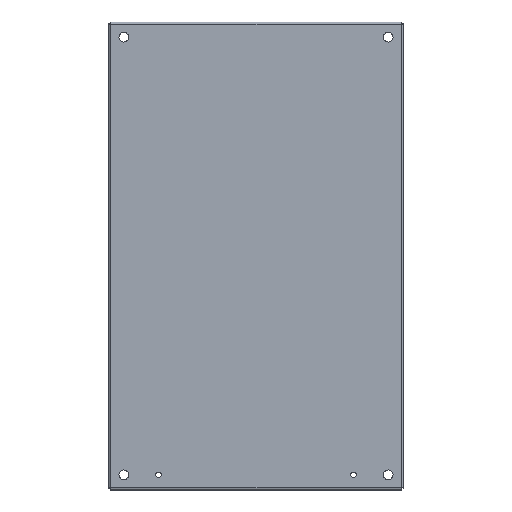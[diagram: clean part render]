
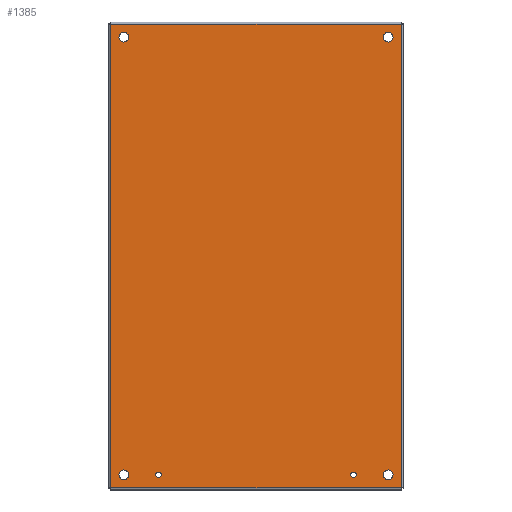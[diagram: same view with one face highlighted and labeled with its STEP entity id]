
A CAD part, top view. The second image highlights one B-rep face of the part: STEP entity #1385.
In plain terms, the highlighted planar face has unit normal (0, 0, 1).
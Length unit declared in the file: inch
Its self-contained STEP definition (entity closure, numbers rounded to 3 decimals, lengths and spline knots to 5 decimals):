
#79=CARTESIAN_POINT('',(14.281,0.875,0.0937));
#80=VERTEX_POINT('',#79);
#81=CARTESIAN_POINT('',(14.125,0.875,0.0937));
#82=DIRECTION('',(0.0,0.0,-1.0));
#83=DIRECTION('',(1.0,0.0,0.0));
#84=AXIS2_PLACEMENT_3D('',#81,#82,#83);
#85=CIRCLE('',#84,0.156);
#86=EDGE_CURVE('',#80,#80,#85,.T.);
#107=CARTESIAN_POINT('',(3.031,0.875,0.0937));
#108=VERTEX_POINT('',#107);
#109=CARTESIAN_POINT('',(2.875,0.875,0.0937));
#110=DIRECTION('',(0.0,0.0,-1.0));
#111=DIRECTION('',(1.0,0.0,0.0));
#112=AXIS2_PLACEMENT_3D('',#109,#110,#111);
#113=CIRCLE('',#112,0.156);
#114=EDGE_CURVE('',#108,#108,#113,.T.);
#135=CARTESIAN_POINT('',(16.4065,0.875,0.0937));
#136=VERTEX_POINT('',#135);
#137=CARTESIAN_POINT('',(16.125,0.875,0.0937));
#138=DIRECTION('',(0.0,0.0,-1.0));
#139=DIRECTION('',(1.0,0.0,0.0));
#140=AXIS2_PLACEMENT_3D('',#137,#138,#139);
#141=CIRCLE('',#140,0.2815);
#142=EDGE_CURVE('',#136,#136,#141,.T.);
#163=CARTESIAN_POINT('',(16.4065,26.125,0.0937));
#164=VERTEX_POINT('',#163);
#165=CARTESIAN_POINT('',(16.125,26.125,0.0937));
#166=DIRECTION('',(0.0,0.0,-1.0));
#167=DIRECTION('',(1.0,0.0,0.0));
#168=AXIS2_PLACEMENT_3D('',#165,#166,#167);
#169=CIRCLE('',#168,0.2815);
#170=EDGE_CURVE('',#164,#164,#169,.T.);
#191=CARTESIAN_POINT('',(1.1565,26.125,0.0937));
#192=VERTEX_POINT('',#191);
#193=CARTESIAN_POINT('',(0.875,26.125,0.0937));
#194=DIRECTION('',(0.0,0.0,-1.0));
#195=DIRECTION('',(1.0,0.0,0.0));
#196=AXIS2_PLACEMENT_3D('',#193,#194,#195);
#197=CIRCLE('',#196,0.2815);
#198=EDGE_CURVE('',#192,#192,#197,.T.);
#219=CARTESIAN_POINT('',(1.1565,0.875,0.0937));
#220=VERTEX_POINT('',#219);
#221=CARTESIAN_POINT('',(0.875,0.875,0.0937));
#222=DIRECTION('',(0.0,0.0,-1.0));
#223=DIRECTION('',(1.0,0.0,0.0));
#224=AXIS2_PLACEMENT_3D('',#221,#222,#223);
#225=CIRCLE('',#224,0.2815);
#226=EDGE_CURVE('',#220,#220,#225,.T.);
#381=CARTESIAN_POINT('',(16.87505,26.87505,0.0937));
#382=VERTEX_POINT('',#381);
#431=CARTESIAN_POINT('',(16.87505,0.12495,0.0937));
#432=VERTEX_POINT('',#431);
#512=CARTESIAN_POINT('',(16.87505,0.12495,0.0937));
#513=DIRECTION('',(0.0,1.0,0.0));
#514=VECTOR('',#513,26.7501);
#515=LINE('',#512,#514);
#516=EDGE_CURVE('',#432,#382,#515,.T.);
#702=CARTESIAN_POINT('',(0.12495,0.12495,0.0937));
#703=VERTEX_POINT('',#702);
#783=CARTESIAN_POINT('',(0.12495,0.12495,0.0937));
#784=DIRECTION('',(1.0,0.0,0.0));
#785=VECTOR('',#784,16.7501);
#786=LINE('',#783,#785);
#787=EDGE_CURVE('',#703,#432,#786,.T.);
#973=CARTESIAN_POINT('',(0.12495,26.87505,0.0937));
#974=VERTEX_POINT('',#973);
#1054=CARTESIAN_POINT('',(0.12495,26.87505,0.0937));
#1055=DIRECTION('',(0.0,-1.0,0.0));
#1056=VECTOR('',#1055,26.7501);
#1057=LINE('',#1054,#1056);
#1058=EDGE_CURVE('',#974,#703,#1057,.T.);
#1316=CARTESIAN_POINT('',(16.87505,26.87505,0.0937));
#1317=DIRECTION('',(-1.0,0.0,0.0));
#1318=VECTOR('',#1317,16.7501);
#1319=LINE('',#1316,#1318);
#1320=EDGE_CURVE('',#382,#974,#1319,.T.);
#1356=CARTESIAN_POINT('',(8.5,13.5,0.0937));
#1357=DIRECTION('',(0.0,0.0,1.0));
#1358=DIRECTION('',(1.0,0.0,0.0));
#1359=AXIS2_PLACEMENT_3D('',#1356,#1357,#1358);
#1360=PLANE('',#1359);
#1361=ORIENTED_EDGE('',*,*,#516,.T.);
#1362=ORIENTED_EDGE('',*,*,#1320,.T.);
#1363=ORIENTED_EDGE('',*,*,#1058,.T.);
#1364=ORIENTED_EDGE('',*,*,#787,.T.);
#1365=EDGE_LOOP('',(#1361,#1362,#1363,#1364));
#1366=FACE_OUTER_BOUND('',#1365,.T.);
#1367=ORIENTED_EDGE('',*,*,#86,.T.);
#1368=EDGE_LOOP('',(#1367));
#1369=FACE_BOUND('',#1368,.T.);
#1370=ORIENTED_EDGE('',*,*,#114,.T.);
#1371=EDGE_LOOP('',(#1370));
#1372=FACE_BOUND('',#1371,.T.);
#1373=ORIENTED_EDGE('',*,*,#142,.T.);
#1374=EDGE_LOOP('',(#1373));
#1375=FACE_BOUND('',#1374,.T.);
#1376=ORIENTED_EDGE('',*,*,#170,.T.);
#1377=EDGE_LOOP('',(#1376));
#1378=FACE_BOUND('',#1377,.T.);
#1379=ORIENTED_EDGE('',*,*,#198,.T.);
#1380=EDGE_LOOP('',(#1379));
#1381=FACE_BOUND('',#1380,.T.);
#1382=ORIENTED_EDGE('',*,*,#226,.T.);
#1383=EDGE_LOOP('',(#1382));
#1384=FACE_BOUND('',#1383,.T.);
#1385=ADVANCED_FACE('',(#1366,#1369,#1372,#1375,#1378,#1381,#1384),#1360,.T.);
